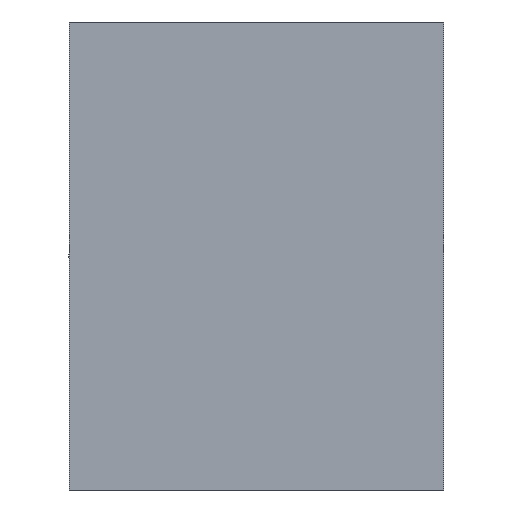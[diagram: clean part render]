
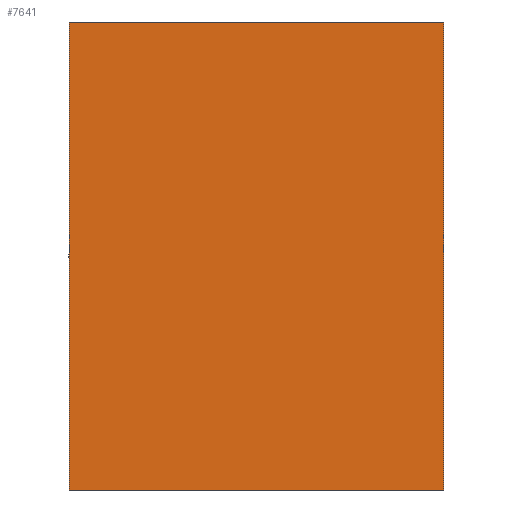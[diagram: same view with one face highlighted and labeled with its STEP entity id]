
A CAD part, left-side view. The second image highlights one B-rep face of the part: STEP entity #7641.
In plain terms, the highlighted planar face has unit normal (-1, 0, 0).
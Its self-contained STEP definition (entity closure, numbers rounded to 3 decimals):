
#757=PLANE('',#8166);
#1203=FACE_OUTER_BOUND('',#1662,.T.);
#1662=EDGE_LOOP('',(#6783,#6784,#6785,#6786));
#2075=LINE('',#32177,#2503);
#2094=LINE('',#32223,#2522);
#2095=LINE('',#32226,#2523);
#2096=LINE('',#32227,#2524);
#2503=VECTOR('',#9561,10.);
#2522=VECTOR('',#9608,10.);
#2523=VECTOR('',#9611,10.);
#2524=VECTOR('',#9612,10.);
#3329=VERTEX_POINT('',#32174);
#3330=VERTEX_POINT('',#32176);
#3343=VERTEX_POINT('',#32221);
#3344=VERTEX_POINT('',#32225);
#4476=EDGE_CURVE('',#3329,#3330,#2075,.T.);
#4500=EDGE_CURVE('',#3329,#3343,#2094,.T.);
#4501=EDGE_CURVE('',#3344,#3343,#2095,.T.);
#4502=EDGE_CURVE('',#3330,#3344,#2096,.T.);
#6783=ORIENTED_EDGE('',*,*,#4500,.T.);
#6784=ORIENTED_EDGE('',*,*,#4501,.F.);
#6785=ORIENTED_EDGE('',*,*,#4502,.F.);
#6786=ORIENTED_EDGE('',*,*,#4476,.F.);
#7641=ADVANCED_FACE('',(#1203),#757,.T.);
#8166=AXIS2_PLACEMENT_3D('',#32224,#9609,#9610);
#9561=DIRECTION('',(0.,1.,0.));
#9608=DIRECTION('',(0.,0.,1.));
#9609=DIRECTION('center_axis',(-1.,0.,0.));
#9610=DIRECTION('ref_axis',(0.,-1.,0.));
#9611=DIRECTION('',(0.,-1.,0.));
#9612=DIRECTION('',(0.,0.,1.));
#32174=CARTESIAN_POINT('',(-100.,-20.,-25.));
#32176=CARTESIAN_POINT('',(-100.,20.,-25.));
#32177=CARTESIAN_POINT('',(-100.,-20.,-25.));
#32221=CARTESIAN_POINT('',(-100.,-20.,25.));
#32223=CARTESIAN_POINT('',(-100.,-20.,0.));
#32224=CARTESIAN_POINT('Origin',(-100.,20.,0.));
#32225=CARTESIAN_POINT('',(-100.,20.,25.));
#32226=CARTESIAN_POINT('',(-100.,-20.,25.));
#32227=CARTESIAN_POINT('',(-100.,20.,0.));
